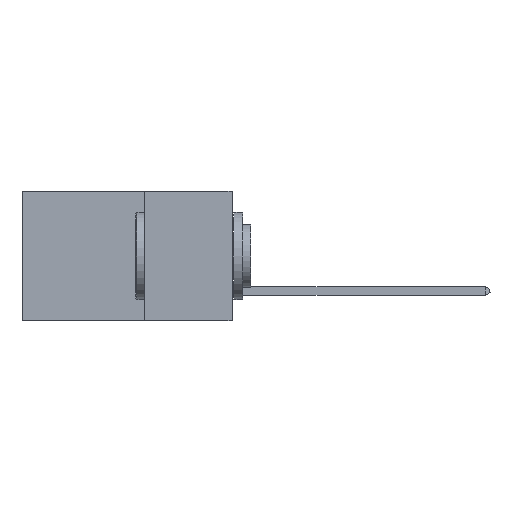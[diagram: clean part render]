
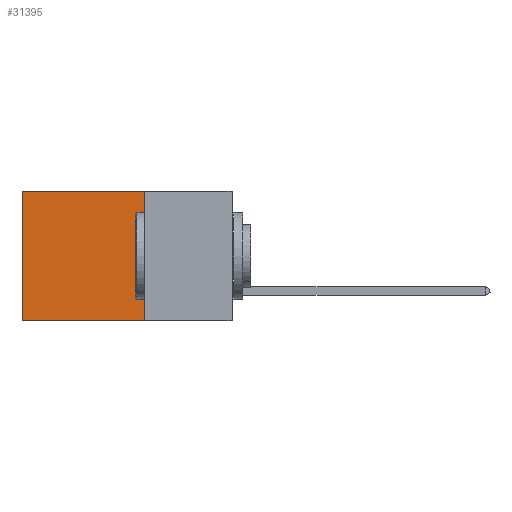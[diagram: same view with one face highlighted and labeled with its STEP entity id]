
A CAD part, left-side view. The second image highlights one B-rep face of the part: STEP entity #31395.
In plain terms, the highlighted planar face has unit normal (-1, 0, 0).
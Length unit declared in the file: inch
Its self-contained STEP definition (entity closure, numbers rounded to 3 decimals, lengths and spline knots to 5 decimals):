
#501 = EDGE_CURVE ( 'NONE', #37012, #33466, #23229, .T. ) ;
#2691 = ORIENTED_EDGE ( 'NONE', *, *, #20423, .T. ) ;
#2792 = EDGE_CURVE ( 'NONE', #33466, #28150, #17073, .T. ) ;
#3057 = CARTESIAN_POINT ( 'NONE',  ( 0.2875, 0.25, 0. ) ) ;
#4722 = DIRECTION ( 'NONE',  ( 0., 1., 0. ) ) ;
#4941 = CARTESIAN_POINT ( 'NONE',  ( 0.2875, 0.6, 0. ) ) ;
#6225 = CARTESIAN_POINT ( 'NONE',  ( 0.2875, 0.25, 0. ) ) ;
#7769 = VECTOR ( 'NONE', #4722, 39.37008 ) ;
#9190 = VECTOR ( 'NONE', #24856, 39.37008 ) ;
#10281 = VERTEX_POINT ( 'NONE', #4941 ) ;
#15561 = CARTESIAN_POINT ( 'NONE',  ( 0.2875, 0.25, -0.37 ) ) ;
#17073 = LINE ( 'NONE', #15561, #7769 ) ;
#17748 = VECTOR ( 'NONE', #20451, 39.37008 ) ;
#17765 = LINE ( 'NONE', #23068, #44614 ) ;
#17904 = ORIENTED_EDGE ( 'NONE', *, *, #2792, .F. ) ;
#17970 = CARTESIAN_POINT ( 'NONE',  ( 0.2875, 0.25, 0. ) ) ;
#18668 = ORIENTED_EDGE ( 'NONE', *, *, #33991, .T. ) ;
#20091 = PLANE ( 'NONE',  #43111 ) ;
#20423 = EDGE_CURVE ( 'NONE', #10281, #28150, #17765, .T. ) ;
#20451 = DIRECTION ( 'NONE',  ( 0., 0., -1. ) ) ;
#21974 = CARTESIAN_POINT ( 'NONE',  ( 0.2875, 0.25, -0.37 ) ) ;
#22000 = ORIENTED_EDGE ( 'NONE', *, *, #501, .F. ) ;
#23068 = CARTESIAN_POINT ( 'NONE',  ( 0.2875, 0.6, 0. ) ) ;
#23229 = LINE ( 'NONE', #37485, #17748 ) ;
#24477 = LINE ( 'NONE', #17970, #9190 ) ;
#24856 = DIRECTION ( 'NONE',  ( 0., 1., 0. ) ) ;
#26622 = DIRECTION ( 'NONE',  ( 0., 0., -1. ) ) ;
#27477 = DIRECTION ( 'NONE',  ( 0., 0., -1. ) ) ;
#28150 = VERTEX_POINT ( 'NONE', #29498 ) ;
#29498 = CARTESIAN_POINT ( 'NONE',  ( 0.2875, 0.6, -0.37 ) ) ;
#31395 = ADVANCED_FACE ( 'NONE', ( #33176 ), #20091, .F. ) ;
#33176 = FACE_OUTER_BOUND ( 'NONE', #39820, .T. ) ;
#33466 = VERTEX_POINT ( 'NONE', #21974 ) ;
#33991 = EDGE_CURVE ( 'NONE', #37012, #10281, #24477, .T. ) ;
#37012 = VERTEX_POINT ( 'NONE', #3057 ) ;
#37485 = CARTESIAN_POINT ( 'NONE',  ( 0.2875, 0.25, 0. ) ) ;
#39820 = EDGE_LOOP ( 'NONE', ( #2691, #17904, #22000, #18668 ) ) ;
#43111 = AXIS2_PLACEMENT_3D ( 'NONE', #6225, #45043, #27477 ) ;
#44614 = VECTOR ( 'NONE', #26622, 39.37008 ) ;
#45043 = DIRECTION ( 'NONE',  ( 1., 0., 0. ) ) ;
